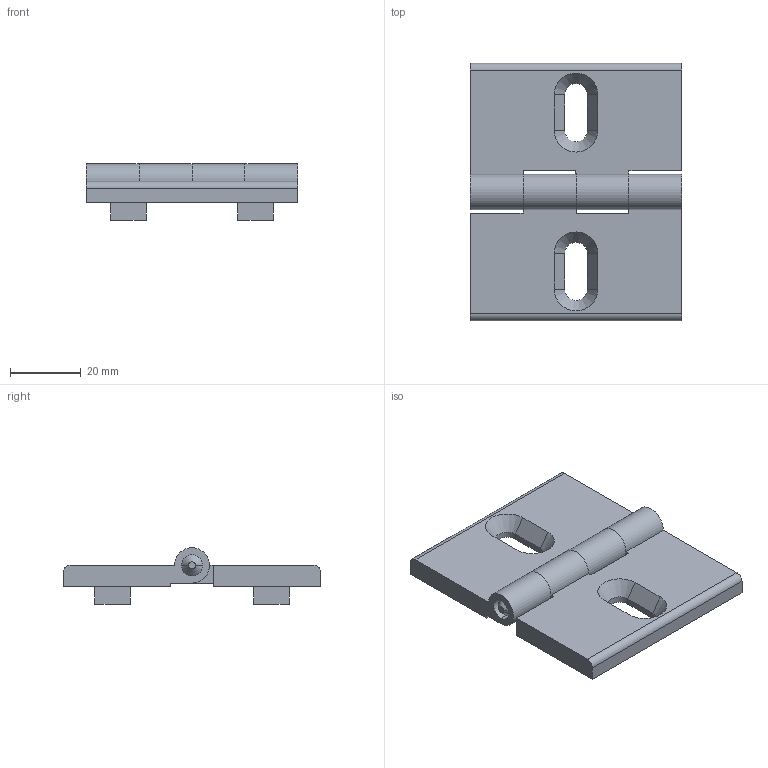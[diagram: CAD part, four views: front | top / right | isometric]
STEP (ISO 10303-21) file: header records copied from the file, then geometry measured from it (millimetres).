
FILE_DESCRIPTION(('Creo Elements/Direct Modeling STEP Export'),'2;1');
FILE_NAME('44.0340.3_Anschraubscharnier-MMS-44_60x73-schwarz.stp','2022-03-21T 9:00:59',(''),(''),'PTC Creo Elements/Direct Modeling STEP processor for AP214 (Solid Model)','PTC Creo Elements/Direct Modeling 19.0C 15-Aug-2015 (C) Parametric Technology GmbH','');
FILE_SCHEMA(('AUTOMOTIVE_DESIGN { 1 0 10303 214 1 1 1 1 }'));
Length unit declared in the file: millimetre
Products named in the file (4): Stabilisierungszapfen_10x10x8.5_96.4056_PX174716.1; Scharnierschenkel_60x41.5_96.4135_PX174717.1; Bolzen_Ø6x60_96.4136_PX174719; Anschraubscharnier-MMS-44_60x73-schwarz_44.0340.3_PX174720
Assembly tree (7 placements, depth 2):
  Anschraubscharnier-MMS-44_60x73-schwarz_44.0340.3_PX174720
    Scharnierschenkel_60x41.5_96.4135_PX174717.1  x2
    Bolzen_Ø6x60_96.4136_PX174719
    Stabilisierungszapfen_10x10x8.5_96.4056_PX174716.1  x4
Bounding box: 60 x 73 x 16 mm (x, y, z)
Volume: 26703.3 mm3; surface area: 16212.5 mm2
Topology: 7 solids, 7 shells, 262 faces, 625 edges, 393 vertices
Faces by surface type: plane 192, cylinder 54, cone 16
Entity records: 4476 total; most frequent: ORIENTED_EDGE 886, CARTESIAN_POINT 710, DIRECTION 594, EDGE_CURVE 443, VECTOR 284, LINE 284, VERTEX_POINT 271, EDGE_LOOP 198
